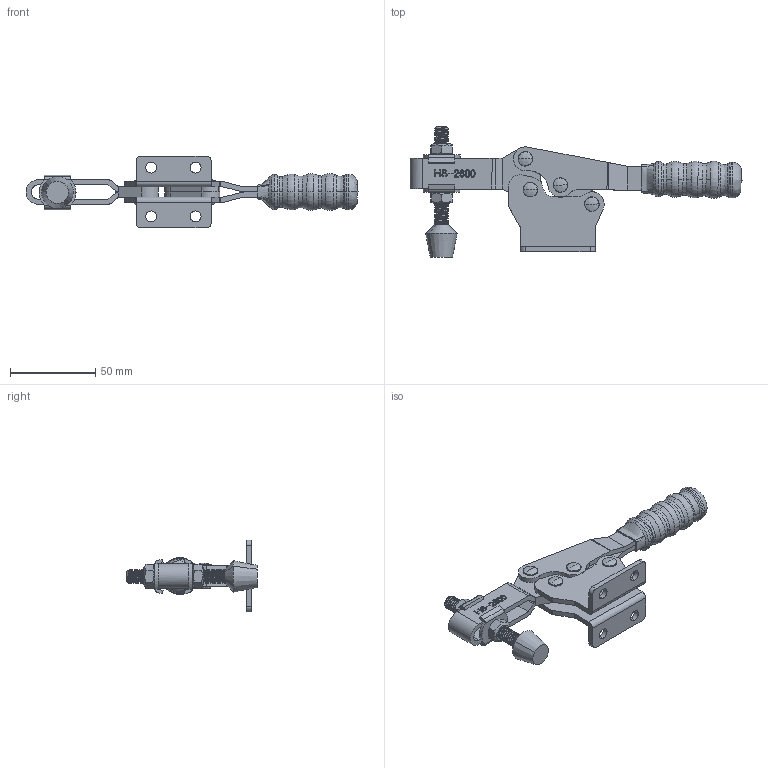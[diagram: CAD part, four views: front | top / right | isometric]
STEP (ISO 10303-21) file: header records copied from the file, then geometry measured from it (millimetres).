
FILE_DESCRIPTION (( 'STEP AP203' ), '1' );
FILE_NAME ('HS-2600.STEP', '2019-10-05T08:12:16', ( '微软用户' ), ( '微软中国' ), 'SwSTEP 2.0', 'SolidWorks 2012', '' );
FILE_SCHEMA (( 'CONFIG_CONTROL_DESIGN' ));
Length unit declared in the file: millimetre
Products named in the file (16): HS-2600; HS-FC-56300____ANY_; HS-2600-07____ANY_; FW516____ANY_; HS-2600-06____ANY_; HS-2600-04____ANY__ASM; NONE-12717_; NONE-12548_; HS-2600-03____ANY__ASM; NONE-12908_; NONE-12641_; HS-2600-01____ANY__ASM; NONE-25006_; NONE-24657_; HS-2600-02____ANY_; HS-FC-56300-02____ANY_
Assembly tree (20 placements, depth 3):
  HS-2600
    HS-FC-56300-02____ANY_  x2
    HS-2600-02____ANY_
    HS-2600-01____ANY__ASM
      NONE-24657_
      NONE-25006_
    HS-2600-03____ANY__ASM
      NONE-12641_
      NONE-12908_
    HS-2600-04____ANY__ASM
      NONE-12548_
      NONE-12717_
    HS-2600-06____ANY_  x4
    FW516____ANY_  x2
    HS-2600-07____ANY_
    HS-FC-56300____ANY_
Bounding box: 194.41 x 76.52 x 42 mm (x, y, z)
Volume: 60314.8 mm3; surface area: 44767.3 mm2
Topology: 17 solids, 17 shells, 884 faces, 2404 edges, 1575 vertices
Faces by surface type: plane 457, cylinder 253, bspline 114, cone 54, torus 6
Entity records: 59996 total; most frequent: CARTESIAN_POINT 39872, ORIENTED_EDGE 4220, DIRECTION 3156, EDGE_CURVE 2110, VERTEX_POINT 1403, VECTOR 1126, LINE 1126, AXIS2_PLACEMENT_3D 1015
